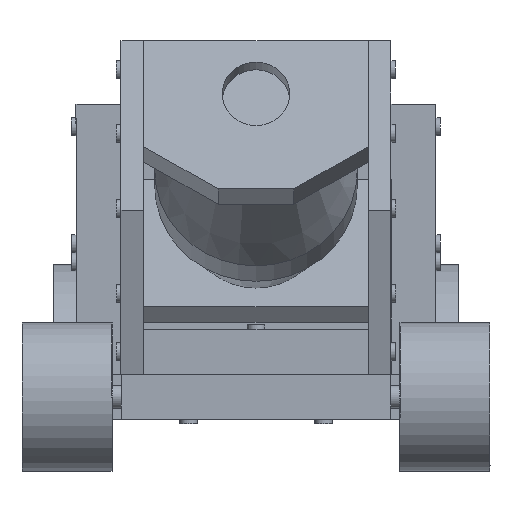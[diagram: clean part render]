
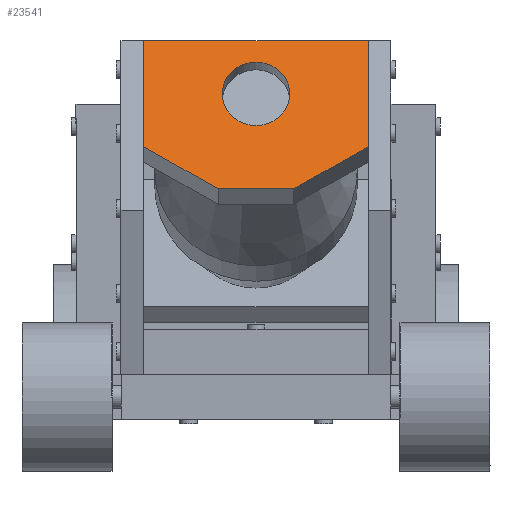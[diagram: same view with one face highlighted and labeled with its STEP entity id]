
A CAD part, front view. The second image highlights one B-rep face of the part: STEP entity #23541.
In plain terms, the highlighted face is planar.
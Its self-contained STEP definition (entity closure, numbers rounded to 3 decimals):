
#23288 = VERTEX_POINT('',#23289);
#23289 = CARTESIAN_POINT('',(-25.,-186.782,
    84.077));
#23298 = PLANE('',#23299);
#23299 = AXIS2_PLACEMENT_3D('',#23300,#23301,#23302);
#23300 = CARTESIAN_POINT('',(-25.,-186.782,
    84.077));
#23301 = DIRECTION('',(-1.,0.,0.));
#23302 = DIRECTION('',(0.,-0.342,
    -0.94));
#23310 = PLANE('',#23311);
#23311 = AXIS2_PLACEMENT_3D('',#23312,#23313,#23314);
#23312 = CARTESIAN_POINT('',(25.,-186.782,
    84.077));
#23313 = DIRECTION('',(0.,0.342,0.94)
  );
#23314 = DIRECTION('',(-1.,0.,0.));
#23351 = VERTEX_POINT('',#23352);
#23352 = CARTESIAN_POINT('',(-25.,-195.333,
    60.585));
#23366 = PLANE('',#23367);
#23367 = AXIS2_PLACEMENT_3D('',#23368,#23369,#23370);
#23368 = CARTESIAN_POINT('',(-25.,-195.333,
    60.585));
#23369 = DIRECTION('',(-0.515,-0.293,-0.805)
  );
#23370 = DIRECTION('',(0.857,-0.176,-0.484));
#23378 = EDGE_CURVE('',#23288,#23351,#23379,.T.);
#23379 = SURFACE_CURVE('',#23380,(#23384,#23391),.PCURVE_S1.);
#23380 = LINE('',#23381,#23382);
#23381 = CARTESIAN_POINT('',(-25.,-186.782,
    84.077));
#23382 = VECTOR('',#23383,1.);
#23383 = DIRECTION('',(0.,-0.342,
    -0.94));
#23384 = PCURVE('',#23298,#23385);
#23385 = DEFINITIONAL_REPRESENTATION('',(#23386),#23390);
#23386 = LINE('',#23387,#23388);
#23387 = CARTESIAN_POINT('',(0.,0.));
#23388 = VECTOR('',#23389,1.);
#23389 = DIRECTION('',(1.,0.));
#23390 = ( GEOMETRIC_REPRESENTATION_CONTEXT(2) 
PARAMETRIC_REPRESENTATION_CONTEXT() REPRESENTATION_CONTEXT('2D SPACE',''
  ) );
#23391 = PCURVE('',#23392,#23397);
#23392 = PLANE('',#23393);
#23393 = AXIS2_PLACEMENT_3D('',#23394,#23395,#23396);
#23394 = CARTESIAN_POINT('',(0.,-192.005,
    69.729));
#23395 = DIRECTION('',(0.,-0.94,
    0.342));
#23396 = DIRECTION('',(-1.,0.,0.));
#23397 = DEFINITIONAL_REPRESENTATION('',(#23398),#23402);
#23398 = LINE('',#23399,#23400);
#23399 = CARTESIAN_POINT('',(25.,-15.269));
#23400 = VECTOR('',#23401,1.);
#23401 = DIRECTION('',(0.,1.));
#23402 = ( GEOMETRIC_REPRESENTATION_CONTEXT(2) 
PARAMETRIC_REPRESENTATION_CONTEXT() REPRESENTATION_CONTEXT('2D SPACE',''
  ) );
#23470 = VERTEX_POINT('',#23471);
#23471 = CARTESIAN_POINT('',(25.,-186.782,
    84.077));
#23487 = PLANE('',#23488);
#23488 = AXIS2_PLACEMENT_3D('',#23489,#23490,#23491);
#23489 = CARTESIAN_POINT('',(25.,-195.333,
    60.585));
#23490 = DIRECTION('',(1.,0.,0.));
#23491 = DIRECTION('',(0.,0.342,0.94)
  );
#23521 = EDGE_CURVE('',#23470,#23288,#23522,.T.);
#23522 = SURFACE_CURVE('',#23523,(#23527,#23534),.PCURVE_S1.);
#23523 = LINE('',#23524,#23525);
#23524 = CARTESIAN_POINT('',(25.,-186.782,
    84.077));
#23525 = VECTOR('',#23526,1.);
#23526 = DIRECTION('',(-1.,0.,0.));
#23527 = PCURVE('',#23310,#23528);
#23528 = DEFINITIONAL_REPRESENTATION('',(#23529),#23533);
#23529 = LINE('',#23530,#23531);
#23530 = CARTESIAN_POINT('',(0.,-0.));
#23531 = VECTOR('',#23532,1.);
#23532 = DIRECTION('',(1.,0.));
#23533 = ( GEOMETRIC_REPRESENTATION_CONTEXT(2) 
PARAMETRIC_REPRESENTATION_CONTEXT() REPRESENTATION_CONTEXT('2D SPACE',''
  ) );
#23534 = PCURVE('',#23392,#23535);
#23535 = DEFINITIONAL_REPRESENTATION('',(#23536),#23540);
#23536 = LINE('',#23537,#23538);
#23537 = CARTESIAN_POINT('',(-25.,-15.269));
#23538 = VECTOR('',#23539,1.);
#23539 = DIRECTION('',(1.,0.));
#23540 = ( GEOMETRIC_REPRESENTATION_CONTEXT(2) 
PARAMETRIC_REPRESENTATION_CONTEXT() REPRESENTATION_CONTEXT('2D SPACE',''
  ) );
#23541 = ADVANCED_FACE('',(#23542,#23646),#23392,.F.);
#23542 = FACE_BOUND('',#23543,.F.);
#23543 = EDGE_LOOP('',(#23544,#23545,#23568,#23596,#23624,#23645));
#23544 = ORIENTED_EDGE('',*,*,#23378,.T.);
#23545 = ORIENTED_EDGE('',*,*,#23546,.T.);
#23546 = EDGE_CURVE('',#23351,#23547,#23549,.T.);
#23547 = VERTEX_POINT('',#23548);
#23548 = CARTESIAN_POINT('',(-8.357,-198.753,
    51.188));
#23549 = SURFACE_CURVE('',#23550,(#23554,#23561),.PCURVE_S1.);
#23550 = LINE('',#23551,#23552);
#23551 = CARTESIAN_POINT('',(-25.,-195.333,
    60.585));
#23552 = VECTOR('',#23553,1.);
#23553 = DIRECTION('',(0.857,-0.176,-0.484));
#23554 = PCURVE('',#23392,#23555);
#23555 = DEFINITIONAL_REPRESENTATION('',(#23556),#23560);
#23556 = LINE('',#23557,#23558);
#23557 = CARTESIAN_POINT('',(25.,9.731));
#23558 = VECTOR('',#23559,1.);
#23559 = DIRECTION('',(-0.857,0.515));
#23560 = ( GEOMETRIC_REPRESENTATION_CONTEXT(2) 
PARAMETRIC_REPRESENTATION_CONTEXT() REPRESENTATION_CONTEXT('2D SPACE',''
  ) );
#23561 = PCURVE('',#23366,#23562);
#23562 = DEFINITIONAL_REPRESENTATION('',(#23563),#23567);
#23563 = LINE('',#23564,#23565);
#23564 = CARTESIAN_POINT('',(0.,0.));
#23565 = VECTOR('',#23566,1.);
#23566 = DIRECTION('',(1.,0.));
#23567 = ( GEOMETRIC_REPRESENTATION_CONTEXT(2) 
PARAMETRIC_REPRESENTATION_CONTEXT() REPRESENTATION_CONTEXT('2D SPACE',''
  ) );
#23568 = ORIENTED_EDGE('',*,*,#23569,.T.);
#23569 = EDGE_CURVE('',#23547,#23570,#23572,.T.);
#23570 = VERTEX_POINT('',#23571);
#23571 = CARTESIAN_POINT('',(8.357,-198.753,
    51.188));
#23572 = SURFACE_CURVE('',#23573,(#23577,#23584),.PCURVE_S1.);
#23573 = LINE('',#23574,#23575);
#23574 = CARTESIAN_POINT('',(-8.357,-198.753,
    51.188));
#23575 = VECTOR('',#23576,1.);
#23576 = DIRECTION('',(1.,0.,0.));
#23577 = PCURVE('',#23392,#23578);
#23578 = DEFINITIONAL_REPRESENTATION('',(#23579),#23583);
#23579 = LINE('',#23580,#23581);
#23580 = CARTESIAN_POINT('',(8.357,19.731));
#23581 = VECTOR('',#23582,1.);
#23582 = DIRECTION('',(-1.,0.));
#23583 = ( GEOMETRIC_REPRESENTATION_CONTEXT(2) 
PARAMETRIC_REPRESENTATION_CONTEXT() REPRESENTATION_CONTEXT('2D SPACE',''
  ) );
#23584 = PCURVE('',#23585,#23590);
#23585 = PLANE('',#23586);
#23586 = AXIS2_PLACEMENT_3D('',#23587,#23588,#23589);
#23587 = CARTESIAN_POINT('',(-8.357,-198.753,
    51.188));
#23588 = DIRECTION('',(0.,-0.342,
    -0.94));
#23589 = DIRECTION('',(1.,0.,0.));
#23590 = DEFINITIONAL_REPRESENTATION('',(#23591),#23595);
#23591 = LINE('',#23592,#23593);
#23592 = CARTESIAN_POINT('',(0.,0.));
#23593 = VECTOR('',#23594,1.);
#23594 = DIRECTION('',(1.,0.));
#23595 = ( GEOMETRIC_REPRESENTATION_CONTEXT(2) 
PARAMETRIC_REPRESENTATION_CONTEXT() REPRESENTATION_CONTEXT('2D SPACE',''
  ) );
#23596 = ORIENTED_EDGE('',*,*,#23597,.T.);
#23597 = EDGE_CURVE('',#23570,#23598,#23600,.T.);
#23598 = VERTEX_POINT('',#23599);
#23599 = CARTESIAN_POINT('',(25.,-195.333,
    60.585));
#23600 = SURFACE_CURVE('',#23601,(#23605,#23612),.PCURVE_S1.);
#23601 = LINE('',#23602,#23603);
#23602 = CARTESIAN_POINT('',(8.357,-198.753,
    51.188));
#23603 = VECTOR('',#23604,1.);
#23604 = DIRECTION('',(0.857,0.176,0.484));
#23605 = PCURVE('',#23392,#23606);
#23606 = DEFINITIONAL_REPRESENTATION('',(#23607),#23611);
#23607 = LINE('',#23608,#23609);
#23608 = CARTESIAN_POINT('',(-8.357,19.731));
#23609 = VECTOR('',#23610,1.);
#23610 = DIRECTION('',(-0.857,-0.515));
#23611 = ( GEOMETRIC_REPRESENTATION_CONTEXT(2) 
PARAMETRIC_REPRESENTATION_CONTEXT() REPRESENTATION_CONTEXT('2D SPACE',''
  ) );
#23612 = PCURVE('',#23613,#23618);
#23613 = PLANE('',#23614);
#23614 = AXIS2_PLACEMENT_3D('',#23615,#23616,#23617);
#23615 = CARTESIAN_POINT('',(8.357,-198.753,
    51.188));
#23616 = DIRECTION('',(0.515,-0.293,-0.805));
#23617 = DIRECTION('',(0.857,0.176,0.484));
#23618 = DEFINITIONAL_REPRESENTATION('',(#23619),#23623);
#23619 = LINE('',#23620,#23621);
#23620 = CARTESIAN_POINT('',(0.,0.));
#23621 = VECTOR('',#23622,1.);
#23622 = DIRECTION('',(1.,0.));
#23623 = ( GEOMETRIC_REPRESENTATION_CONTEXT(2) 
PARAMETRIC_REPRESENTATION_CONTEXT() REPRESENTATION_CONTEXT('2D SPACE',''
  ) );
#23624 = ORIENTED_EDGE('',*,*,#23625,.T.);
#23625 = EDGE_CURVE('',#23598,#23470,#23626,.T.);
#23626 = SURFACE_CURVE('',#23627,(#23631,#23638),.PCURVE_S1.);
#23627 = LINE('',#23628,#23629);
#23628 = CARTESIAN_POINT('',(25.,-195.333,
    60.585));
#23629 = VECTOR('',#23630,1.);
#23630 = DIRECTION('',(0.,0.342,0.94)
  );
#23631 = PCURVE('',#23392,#23632);
#23632 = DEFINITIONAL_REPRESENTATION('',(#23633),#23637);
#23633 = LINE('',#23634,#23635);
#23634 = CARTESIAN_POINT('',(-25.,9.731));
#23635 = VECTOR('',#23636,1.);
#23636 = DIRECTION('',(0.,-1.));
#23637 = ( GEOMETRIC_REPRESENTATION_CONTEXT(2) 
PARAMETRIC_REPRESENTATION_CONTEXT() REPRESENTATION_CONTEXT('2D SPACE',''
  ) );
#23638 = PCURVE('',#23487,#23639);
#23639 = DEFINITIONAL_REPRESENTATION('',(#23640),#23644);
#23640 = LINE('',#23641,#23642);
#23641 = CARTESIAN_POINT('',(0.,0.));
#23642 = VECTOR('',#23643,1.);
#23643 = DIRECTION('',(1.,0.));
#23644 = ( GEOMETRIC_REPRESENTATION_CONTEXT(2) 
PARAMETRIC_REPRESENTATION_CONTEXT() REPRESENTATION_CONTEXT('2D SPACE',''
  ) );
#23645 = ORIENTED_EDGE('',*,*,#23521,.T.);
#23646 = FACE_BOUND('',#23647,.F.);
#23647 = EDGE_LOOP('',(#23648));
#23648 = ORIENTED_EDGE('',*,*,#23649,.T.);
#23649 = EDGE_CURVE('',#23650,#23650,#23652,.T.);
#23650 = VERTEX_POINT('',#23651);
#23651 = CARTESIAN_POINT('',(7.5,-191.058,
    72.331));
#23652 = SURFACE_CURVE('',#23653,(#23658,#23669),.PCURVE_S1.);
#23653 = CIRCLE('',#23654,7.5);
#23654 = AXIS2_PLACEMENT_3D('',#23655,#23656,#23657);
#23655 = CARTESIAN_POINT('',(0.,-191.058,
    72.331));
#23656 = DIRECTION('',(0.,0.94,-0.342
    ));
#23657 = DIRECTION('',(1.,0.,0.));
#23658 = PCURVE('',#23392,#23659);
#23659 = DEFINITIONAL_REPRESENTATION('',(#23660),#23668);
#23660 = ( BOUNDED_CURVE() B_SPLINE_CURVE(2,(#23661,#23662,#23663,#23664
    ,#23665,#23666,#23667),.UNSPECIFIED.,.T.,.F.) 
B_SPLINE_CURVE_WITH_KNOTS((1,2,2,2,2,1),(-2.094,0.,
    2.094,4.189,6.283,8.378),
.UNSPECIFIED.) CURVE() GEOMETRIC_REPRESENTATION_ITEM() 
RATIONAL_B_SPLINE_CURVE((1.,0.5,1.,0.5,1.,0.5,1.)) REPRESENTATION_ITEM(
  '') );
#23661 = CARTESIAN_POINT('',(-7.5,-2.769));
#23662 = CARTESIAN_POINT('',(-7.5,10.222));
#23663 = CARTESIAN_POINT('',(3.75,3.727));
#23664 = CARTESIAN_POINT('',(15.,-2.769));
#23665 = CARTESIAN_POINT('',(3.75,-9.264));
#23666 = CARTESIAN_POINT('',(-7.5,-15.759));
#23667 = CARTESIAN_POINT('',(-7.5,-2.769));
#23668 = ( GEOMETRIC_REPRESENTATION_CONTEXT(2) 
PARAMETRIC_REPRESENTATION_CONTEXT() REPRESENTATION_CONTEXT('2D SPACE',''
  ) );
#23669 = PCURVE('',#23670,#23675);
#23670 = CYLINDRICAL_SURFACE('',#23671,7.5);
#23671 = AXIS2_PLACEMENT_3D('',#23672,#23673,#23674);
#23672 = CARTESIAN_POINT('',(0.,-191.058,
    72.331));
#23673 = DIRECTION('',(0.,-0.94,
    0.342));
#23674 = DIRECTION('',(1.,0.,0.));
#23675 = DEFINITIONAL_REPRESENTATION('',(#23676),#23680);
#23676 = LINE('',#23677,#23678);
#23677 = CARTESIAN_POINT('',(-0.,0.));
#23678 = VECTOR('',#23679,1.);
#23679 = DIRECTION('',(-1.,0.));
#23680 = ( GEOMETRIC_REPRESENTATION_CONTEXT(2) 
PARAMETRIC_REPRESENTATION_CONTEXT() REPRESENTATION_CONTEXT('2D SPACE',''
  ) );
